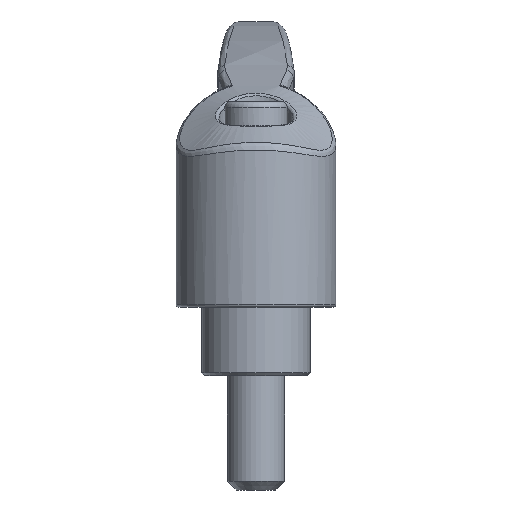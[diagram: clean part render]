
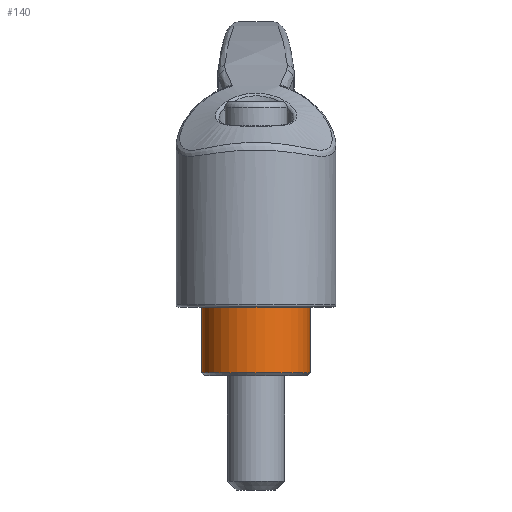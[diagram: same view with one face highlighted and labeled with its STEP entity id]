
A CAD part, front view. The second image highlights one B-rep face of the part: STEP entity #140.
In plain terms, the highlighted cylindrical face has radius 9.5 mm (diameter 19 mm), a full revolution.
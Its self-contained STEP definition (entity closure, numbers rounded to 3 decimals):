
#140 = ADVANCED_FACE( '', ( #324, #325 ), #326, .T. );
#324 = FACE_OUTER_BOUND( '', #3551, .T. );
#325 = FACE_OUTER_BOUND( '', #3552, .T. );
#326 = CYLINDRICAL_SURFACE( '', #3553, 9.5 );
#3551 = EDGE_LOOP( '', ( #6543 ) );
#3552 = EDGE_LOOP( '', ( #6544 ) );
#3553 = AXIS2_PLACEMENT_3D( '', #6545, #6546, #6547 );
#6543 = ORIENTED_EDGE( '', *, *, #6899, .T. );
#6544 = ORIENTED_EDGE( '', *, *, #6875, .T. );
#6545 = CARTESIAN_POINT( '', ( 0., 0., -12. ) );
#6546 = DIRECTION( '', ( 0., 0., -1. ) );
#6547 = DIRECTION( '', ( 1., 0., 0. ) );
#6875 = EDGE_CURVE( '', #7119, #7119, #7120, .F. );
#6899 = EDGE_CURVE( '', #7154, #7154, #7155, .F. );
#7119 = VERTEX_POINT( '', #9043 );
#7120 = CIRCLE( '', #9044, 9.5 );
#7154 = VERTEX_POINT( '', #9325 );
#7155 = CIRCLE( '', #9326, 9.5 );
#9043 = CARTESIAN_POINT( '', ( 9.5, 0., 0. ) );
#9044 = AXIS2_PLACEMENT_3D( '', #10203, #10204, #10205 );
#9325 = CARTESIAN_POINT( '', ( -9.5, 0., -11.5 ) );
#9326 = AXIS2_PLACEMENT_3D( '', #10218, #10219, #10220 );
#10203 = CARTESIAN_POINT( '', ( 0., 0., 0. ) );
#10204 = DIRECTION( '', ( 0., 0., 1. ) );
#10205 = DIRECTION( '', ( 1., 0., 0. ) );
#10218 = CARTESIAN_POINT( '', ( 0., 0., -11.5 ) );
#10219 = DIRECTION( '', ( 0., 0., -1. ) );
#10220 = DIRECTION( '', ( -1., 0., 0. ) );
